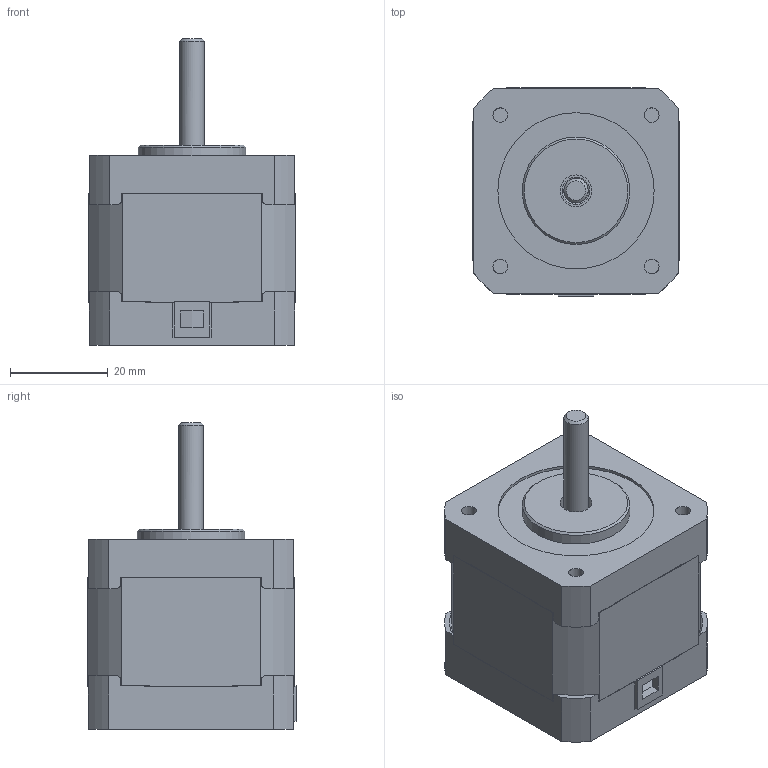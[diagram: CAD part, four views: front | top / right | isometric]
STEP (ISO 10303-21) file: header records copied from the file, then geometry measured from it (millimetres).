
FILE_DESCRIPTION(/* description */ (''),/* implementation_level */ '2;1');
FILE_NAME(/* name */ 'Motor.stp',/* time_stamp */ '2024-08-17T09:27:40-06:00',/* author */ ('PC'),/* organization */ (''),/* preprocessor_version */ 'ST-DEVELOPER v20',/* originating_system */ 'Autodesk Inventor 2025',/* authorisation */ '');
FILE_SCHEMA (('AUTOMOTIVE_DESIGN { 1 0 10303 214 3 1 1 }'));
Length unit declared in the file: millimetre
Products named in the file (1): NEMA17 (Black) v3
Bounding box: 42.2 x 42.61 x 62.85 mm (x, y, z)
Volume: 36746.1 mm3; surface area: 31516.4 mm2
Topology: 6 solids, 6 shells, 1271 faces, 4761 edges, 3161 vertices
Faces by surface type: plane 616, cylinder 609, cone 37, torus 9
Full cylindrical faces by diameter (mm): 2.5 x8, 2.997 x8, 3.4 x4, 4.991 x1, 5.001 x2, 5.182 x1, 6.5 x1, 7.468 x1, 7.81 x1, 7.811 x3, 7.823 x4, 8.141 x4, 9 x1, 12 x2, 12.103 x4, 13.208 x4, 15.999 x2, 16 x2, 22 x1, 26 x2, 26.8 x2, 32 x1
Entity records: 52077 total; most frequent: ORIENTED_EDGE 9522, DIRECTION 9253, CARTESIAN_POINT 9226, EDGE_CURVE 4761, AXIS2_PLACEMENT_3D 3236, VERTEX_POINT 3161, LINE 2781, VECTOR 2781
